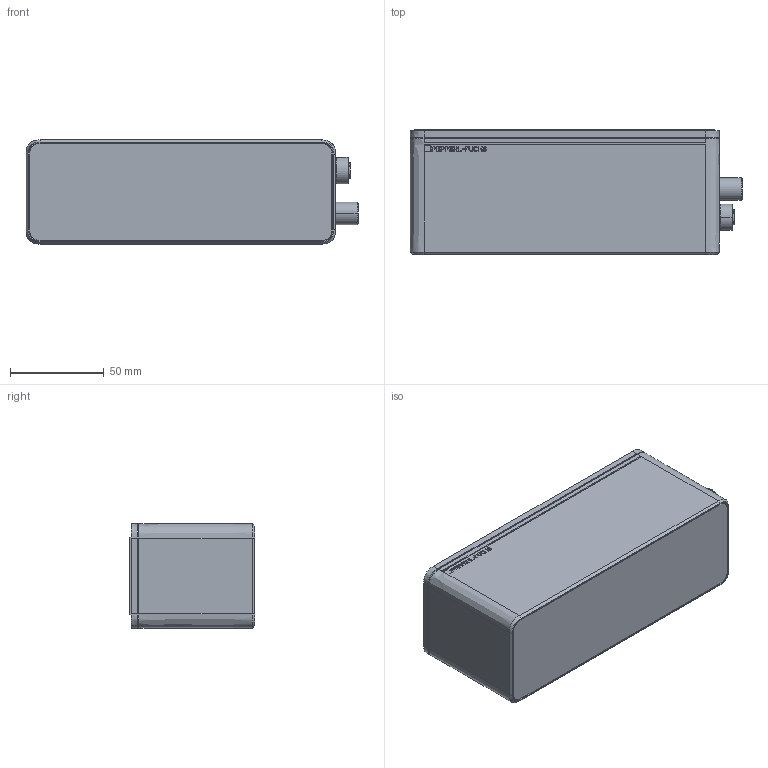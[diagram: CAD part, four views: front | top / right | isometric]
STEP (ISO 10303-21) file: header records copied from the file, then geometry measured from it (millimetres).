
FILE_DESCRIPTION((''),'2;1');
FILE_NAME('CAD7270_SW0001','2021-06-17T08:43:52',('creinig-se'),(''),'CREO PARAMETRIC BY PTC INC, 2019292','CREO PARAMETRIC BY PTC INC, 2019292','');
FILE_SCHEMA(('CONFIG_CONTROL_DESIGN','SHAPE_APPEARANCE_LAYERS_GROUPS'));
Products named in the file (1): CAD7270_SW0001
Bounding box: 177.05 x 67 x 55.5 mm (x, y, z)
Volume: 601444 mm3; surface area: 69599.2 mm2
Topology: 2 solids, 2 shells, 3187 faces, 8603 edges, 5674 vertices
Faces by surface type: plane 2617, cylinder 228, extrusion 141, torus 90, cone 64, bspline 45, sphere 2
Entity records: 127863 total; most frequent: CARTESIAN_POINT 24213, ORIENTED_EDGE 17202, DIRECTION 15151, EDGE_CURVE 8601, VECTOR 7615, LINE 7474, VERTEX_POINT 5674, AXIS2_PLACEMENT_3D 3768
